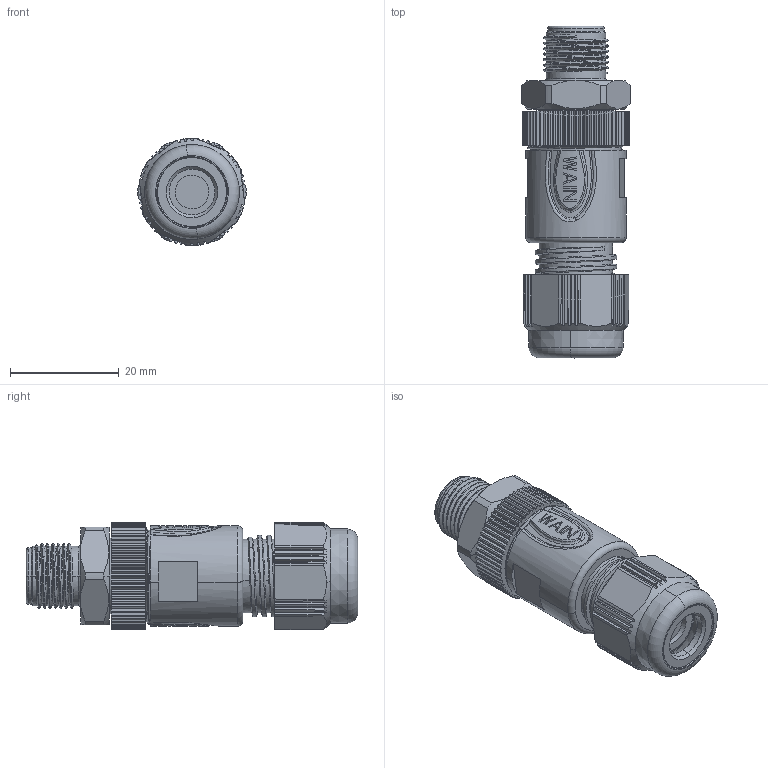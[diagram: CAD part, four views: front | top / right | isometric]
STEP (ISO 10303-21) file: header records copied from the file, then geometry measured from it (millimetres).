
FILE_DESCRIPTION((''),'2;1');
FILE_NAME('PRT0010','2021-01-04T',('zh.su'),(''),'PRO/ENGINEER BY PARAMETRIC TECHNOLOGY CORPORATION, 2012480','PRO/ENGINEER BY PARAMETRIC TECHNOLOGY CORPORATION, 2012480','');
FILE_SCHEMA(('CONFIG_CONTROL_DESIGN'));
Length unit declared in the file: millimetre
Products named in the file (1): PRT0010
Bounding box: 20 x 61.09 x 19.8 mm (x, y, z)
Volume: 13263.8 mm3; surface area: 5644.8 mm2
Topology: 1 solids, 6 shells, 684 faces, 1895 edges, 1246 vertices
Faces by surface type: plane 344, cylinder 201, cone 67, bspline 46, torus 14, sphere 10, extrusion 2
Entity records: 28872 total; most frequent: CARTESIAN_POINT 11682, ORIENTED_EDGE 3770, DIRECTION 3362, EDGE_CURVE 1885, VERTEX_POINT 1246, AXIS2_PLACEMENT_3D 1184, VECTOR 994, LINE 992
